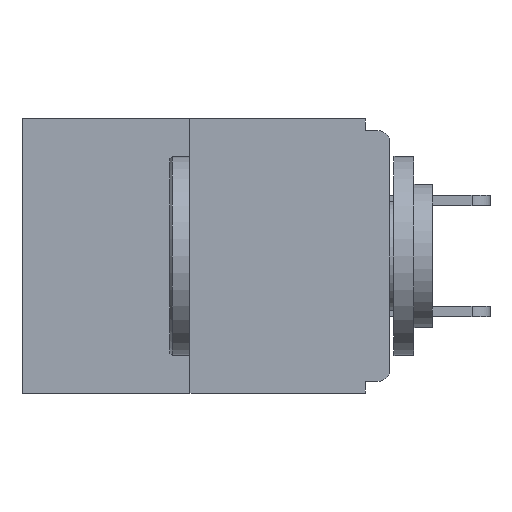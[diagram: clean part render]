
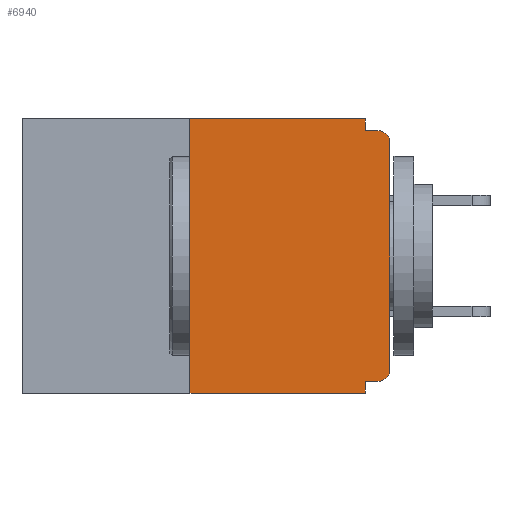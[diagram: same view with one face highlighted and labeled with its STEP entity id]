
A CAD part, left-side view. The second image highlights one B-rep face of the part: STEP entity #6940.
In plain terms, the highlighted planar face has unit normal (-1, 0, 0).
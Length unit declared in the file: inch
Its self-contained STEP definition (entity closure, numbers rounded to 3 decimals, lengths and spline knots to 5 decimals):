
#313 = VECTOR ( 'NONE', #19721, 39.37008 ) ;
#804 = EDGE_CURVE ( 'NONE', #10542, #10823, #10682, .T. ) ;
#1042 = DIRECTION ( 'NONE',  ( 0., 0., -1. ) ) ;
#1065 = CARTESIAN_POINT ( 'NONE',  ( 0., 0.015, -0.015 ) ) ;
#1076 = CARTESIAN_POINT ( 'NONE',  ( 0., 0.031, -0.015 ) ) ;
#1220 = EDGE_CURVE ( 'NONE', #3153, #3460, #14577, .T. ) ;
#1918 = ORIENTED_EDGE ( 'NONE', *, *, #19399, .F. ) ;
#1929 = AXIS2_PLACEMENT_3D ( 'NONE', #15653, #5001, #2007 ) ;
#2007 = DIRECTION ( 'NONE',  ( 0., 0., -1. ) ) ;
#2232 = VECTOR ( 'NONE', #6838, 39.37008 ) ;
#2558 = CARTESIAN_POINT ( 'NONE',  ( 0., 0.46, 0. ) ) ;
#2638 = LINE ( 'NONE', #2558, #20210 ) ;
#2827 = EDGE_CURVE ( 'NONE', #17397, #13047, #19972, .T. ) ;
#2994 = ORIENTED_EDGE ( 'NONE', *, *, #6562, .T. ) ;
#3153 = VERTEX_POINT ( 'NONE', #17909 ) ;
#3231 = CARTESIAN_POINT ( 'NONE',  ( 0., 0.46, 0. ) ) ;
#3259 = AXIS2_PLACEMENT_3D ( 'NONE', #3231, #6309, #14040 ) ;
#3439 = ORIENTED_EDGE ( 'NONE', *, *, #2827, .F. ) ;
#3460 = VERTEX_POINT ( 'NONE', #17348 ) ;
#4168 = DIRECTION ( 'NONE',  ( 0., 0., 1. ) ) ;
#4304 = CARTESIAN_POINT ( 'NONE',  ( 0., 0.031, -0.328 ) ) ;
#4478 = EDGE_CURVE ( 'NONE', #13047, #10894, #17922, .T. ) ;
#4686 = ORIENTED_EDGE ( 'NONE', *, *, #16294, .T. ) ;
#4879 = FACE_OUTER_BOUND ( 'NONE', #18860, .T. ) ;
#5001 = DIRECTION ( 'NONE',  ( -1., 0., 0. ) ) ;
#5229 = EDGE_CURVE ( 'NONE', #18903, #8644, #12394, .T. ) ;
#5588 = CARTESIAN_POINT ( 'NONE',  ( 0., 0., -0.015 ) ) ;
#5900 = EDGE_CURVE ( 'NONE', #3460, #10894, #11883, .T. ) ;
#6203 = CARTESIAN_POINT ( 'NONE',  ( 0., 0.031, 0. ) ) ;
#6309 = DIRECTION ( 'NONE',  ( 1., 0., 0. ) ) ;
#6465 = VECTOR ( 'NONE', #1042, 39.37008 ) ;
#6562 = EDGE_CURVE ( 'NONE', #18903, #10823, #6894, .T. ) ;
#6838 = DIRECTION ( 'NONE',  ( 0., -1., 0. ) ) ;
#6894 = LINE ( 'NONE', #11697, #2232 ) ;
#6940 = ADVANCED_FACE ( 'NONE', ( #4879 ), #12695, .F. ) ;
#8000 = VERTEX_POINT ( 'NONE', #13966 ) ;
#8158 = DIRECTION ( 'NONE',  ( 0., 0., -1. ) ) ;
#8235 = VECTOR ( 'NONE', #18625, 39.37008 ) ;
#8377 = CARTESIAN_POINT ( 'NONE',  ( 0., 0.015, -0.313 ) ) ;
#8598 = CARTESIAN_POINT ( 'NONE',  ( 0., 0.25, 0. ) ) ;
#8644 = VERTEX_POINT ( 'NONE', #14974 ) ;
#8751 = CARTESIAN_POINT ( 'NONE',  ( 0., 0., -0.328 ) ) ;
#8854 = CARTESIAN_POINT ( 'NONE',  ( 0., 0., 0. ) ) ;
#9153 = CARTESIAN_POINT ( 'NONE',  ( 0., 0.031, -0.343 ) ) ;
#10542 = VERTEX_POINT ( 'NONE', #4304 ) ;
#10575 = ORIENTED_EDGE ( 'NONE', *, *, #5900, .T. ) ;
#10682 = LINE ( 'NONE', #9153, #6465 ) ;
#10823 = VERTEX_POINT ( 'NONE', #14370 ) ;
#10894 = VERTEX_POINT ( 'NONE', #1065 ) ;
#11037 = ORIENTED_EDGE ( 'NONE', *, *, #5229, .F. ) ;
#11182 = EDGE_CURVE ( 'NONE', #8000, #10542, #13440, .T. ) ;
#11365 = CIRCLE ( 'NONE', #13717, 0.015 ) ;
#11401 = ORIENTED_EDGE ( 'NONE', *, *, #804, .F. ) ;
#11697 = CARTESIAN_POINT ( 'NONE',  ( 0., 0.46, -0.343 ) ) ;
#11883 = CIRCLE ( 'NONE', #1929, 0.015 ) ;
#12394 = LINE ( 'NONE', #8598, #313 ) ;
#12397 = CARTESIAN_POINT ( 'NONE',  ( 0., 0.031, 0. ) ) ;
#12695 = PLANE ( 'NONE',  #3259 ) ;
#12769 = VECTOR ( 'NONE', #20491, 39.37008 ) ;
#12957 = DIRECTION ( 'NONE',  ( -1., 0., 0. ) ) ;
#13047 = VERTEX_POINT ( 'NONE', #1076 ) ;
#13440 = LINE ( 'NONE', #8751, #16692 ) ;
#13717 = AXIS2_PLACEMENT_3D ( 'NONE', #8377, #12957, #8158 ) ;
#13966 = CARTESIAN_POINT ( 'NONE',  ( 0., 0.015, -0.328 ) ) ;
#13997 = ORIENTED_EDGE ( 'NONE', *, *, #1220, .T. ) ;
#14040 = DIRECTION ( 'NONE',  ( 0., 0., -1. ) ) ;
#14370 = CARTESIAN_POINT ( 'NONE',  ( 0., 0.031, -0.343 ) ) ;
#14397 = ORIENTED_EDGE ( 'NONE', *, *, #11182, .F. ) ;
#14577 = LINE ( 'NONE', #8854, #15094 ) ;
#14974 = CARTESIAN_POINT ( 'NONE',  ( 0., 0.25, 0. ) ) ;
#15094 = VECTOR ( 'NONE', #4168, 39.37008 ) ;
#15653 = CARTESIAN_POINT ( 'NONE',  ( 0., 0.015, -0.03 ) ) ;
#16294 = EDGE_CURVE ( 'NONE', #8000, #3153, #11365, .T. ) ;
#16379 = ORIENTED_EDGE ( 'NONE', *, *, #4478, .F. ) ;
#16692 = VECTOR ( 'NONE', #19680, 39.37008 ) ;
#17308 = CARTESIAN_POINT ( 'NONE',  ( 0., 0.25, -0.343 ) ) ;
#17348 = CARTESIAN_POINT ( 'NONE',  ( 0., 0., -0.03 ) ) ;
#17397 = VERTEX_POINT ( 'NONE', #12397 ) ;
#17909 = CARTESIAN_POINT ( 'NONE',  ( 0., 0., -0.313 ) ) ;
#17922 = LINE ( 'NONE', #5588, #8235 ) ;
#18314 = DIRECTION ( 'NONE',  ( 0., -1., 0. ) ) ;
#18625 = DIRECTION ( 'NONE',  ( 0., -1., 0. ) ) ;
#18860 = EDGE_LOOP ( 'NONE', ( #1918, #11037, #2994, #11401, #14397, #4686, #13997, #10575, #16379, #3439 ) ) ;
#18903 = VERTEX_POINT ( 'NONE', #17308 ) ;
#19399 = EDGE_CURVE ( 'NONE', #8644, #17397, #2638, .T. ) ;
#19680 = DIRECTION ( 'NONE',  ( 0., 1., 0. ) ) ;
#19721 = DIRECTION ( 'NONE',  ( 0., 0., 1. ) ) ;
#19972 = LINE ( 'NONE', #6203, #12769 ) ;
#20210 = VECTOR ( 'NONE', #18314, 39.37008 ) ;
#20491 = DIRECTION ( 'NONE',  ( 0., 0., -1. ) ) ;
